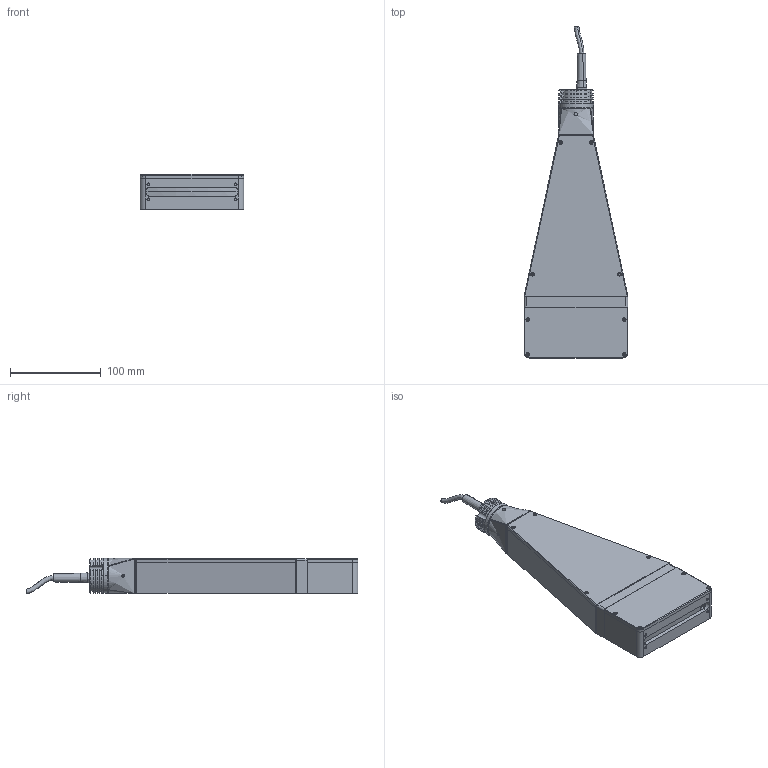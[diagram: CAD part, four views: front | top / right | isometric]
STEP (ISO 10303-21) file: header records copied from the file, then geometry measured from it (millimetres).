
FILE_DESCRIPTION (( 'STEP AP214' ), '1' );
FILE_NAME ('LTCL4K090.STEP', '2014-06-13T14:26:31', ( '' ), ( '' ), 'SwSTEP 2.0', 'SolidWorks 2013', '' );
FILE_SCHEMA (( 'AUTOMOTIVE_DESIGN' ));
Length unit declared in the file: millimetre
Products named in the file (1): LTCL4K090
Bounding box: 114 x 365.12 x 38.83 mm (x, y, z)
Surface area: 84730.7 mm2 (no closed solid volume)
Topology: 0 solids, 34 shells, 323 faces, 1037 edges, 742 vertices
Faces by surface type: plane 163, cylinder 118, cone 20, torus 12, bspline 8, sphere 2
Entity records: 15482 total; most frequent: CARTESIAN_POINT 2677, DIRECTION 2011, ORIENTED_EDGE 1634, EDGE_CURVE 1037, VERTEX_POINT 742, AXIS2_PLACEMENT_3D 686, VECTOR 639, LINE 639
